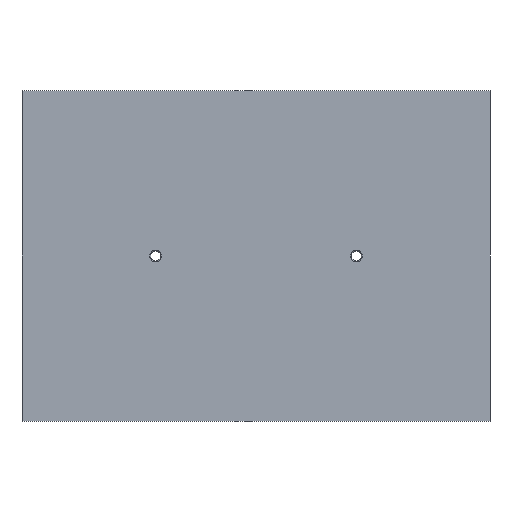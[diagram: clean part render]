
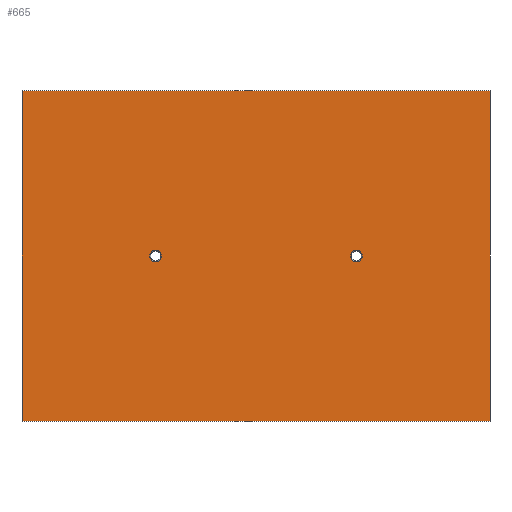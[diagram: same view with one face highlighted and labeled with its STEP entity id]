
A CAD part, front view. The second image highlights one B-rep face of the part: STEP entity #665.
In plain terms, the highlighted planar face has unit normal (0, -1, 0).
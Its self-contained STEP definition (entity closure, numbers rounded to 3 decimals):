
#32=FACE_BOUND('',#106,.T.);
#33=FACE_BOUND('',#107,.T.);
#47=PLANE('',#723);
#63=FACE_OUTER_BOUND('',#105,.T.);
#105=EDGE_LOOP('',(#472,#473,#474,#475));
#106=EDGE_LOOP('',(#476));
#107=EDGE_LOOP('',(#477));
#162=LINE('',#1023,#219);
#163=LINE('',#1025,#220);
#164=LINE('',#1027,#221);
#165=LINE('',#1028,#222);
#219=VECTOR('',#809,10.);
#220=VECTOR('',#810,10.);
#221=VECTOR('',#811,10.);
#222=VECTOR('',#812,10.);
#275=CIRCLE('',#721,5.218);
#277=CIRCLE('',#724,5.218);
#311=VERTEX_POINT('',#1015);
#313=VERTEX_POINT('',#1021);
#314=VERTEX_POINT('',#1022);
#315=VERTEX_POINT('',#1024);
#316=VERTEX_POINT('',#1026);
#317=VERTEX_POINT('',#1029);
#375=EDGE_CURVE('',#311,#311,#275,.T.);
#378=EDGE_CURVE('',#313,#314,#162,.T.);
#379=EDGE_CURVE('',#315,#313,#163,.T.);
#380=EDGE_CURVE('',#316,#315,#164,.T.);
#381=EDGE_CURVE('',#314,#316,#165,.T.);
#382=EDGE_CURVE('',#317,#317,#277,.T.);
#472=ORIENTED_EDGE('',*,*,#378,.F.);
#473=ORIENTED_EDGE('',*,*,#379,.F.);
#474=ORIENTED_EDGE('',*,*,#380,.F.);
#475=ORIENTED_EDGE('',*,*,#381,.F.);
#476=ORIENTED_EDGE('',*,*,#382,.F.);
#477=ORIENTED_EDGE('',*,*,#375,.F.);
#665=ADVANCED_FACE('',(#63,#32,#33),#47,.F.);
#721=AXIS2_PLACEMENT_3D('',#1016,#802,#803);
#723=AXIS2_PLACEMENT_3D('',#1020,#807,#808);
#724=AXIS2_PLACEMENT_3D('',#1030,#813,#814);
#802=DIRECTION('center_axis',(0.,-1.,0.));
#803=DIRECTION('ref_axis',(1.,0.,0.));
#807=DIRECTION('center_axis',(0.,1.,0.));
#808=DIRECTION('ref_axis',(1.,0.,0.));
#809=DIRECTION('',(0.,0.,1.));
#810=DIRECTION('',(-1.,0.,0.));
#811=DIRECTION('',(0.,0.,-1.));
#812=DIRECTION('',(1.,0.,0.));
#813=DIRECTION('center_axis',(0.,-1.,0.));
#814=DIRECTION('ref_axis',(1.,0.,0.));
#1015=CARTESIAN_POINT('',(114.782,0.,-148.5));
#1016=CARTESIAN_POINT('Origin',(120.,0.,-148.5));
#1020=CARTESIAN_POINT('Origin',(210.,0.,-148.5));
#1021=CARTESIAN_POINT('',(0.,0.,-297.));
#1022=CARTESIAN_POINT('',(0.,0.,0.));
#1023=CARTESIAN_POINT('',(0.,0.,-297.));
#1024=CARTESIAN_POINT('',(420.,0.,-297.));
#1025=CARTESIAN_POINT('',(420.,0.,-297.));
#1026=CARTESIAN_POINT('',(420.,0.,0.));
#1027=CARTESIAN_POINT('',(420.,0.,0.));
#1028=CARTESIAN_POINT('',(0.,0.,0.));
#1029=CARTESIAN_POINT('',(294.782,0.,-148.5));
#1030=CARTESIAN_POINT('Origin',(300.,0.,-148.5));
